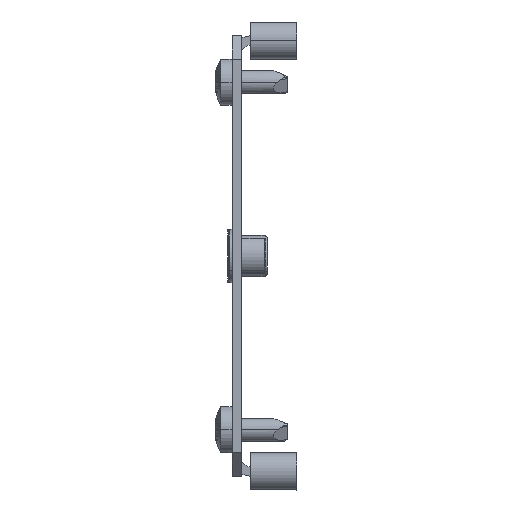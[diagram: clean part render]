
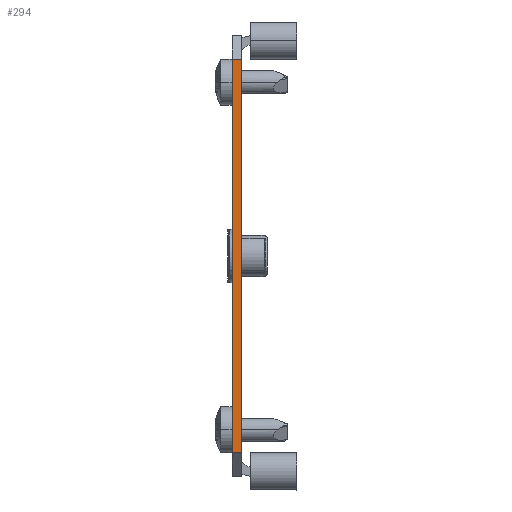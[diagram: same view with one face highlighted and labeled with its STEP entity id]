
A CAD part, left-side view. The second image highlights one B-rep face of the part: STEP entity #294.
In plain terms, the highlighted planar face has unit normal (-1, 0, 0).
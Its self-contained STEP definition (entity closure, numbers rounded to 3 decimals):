
#123 = CARTESIAN_POINT ( 'NONE',  ( -349., -2., 47.5 ) ) ;
#294 = ADVANCED_FACE ( 'NONE', ( #1602 ), #1308, .T. ) ;
#340 = ORIENTED_EDGE ( 'NONE', *, *, #2234, .T. ) ;
#502 = DIRECTION ( 'NONE',  ( 0., 0., 1. ) ) ;
#1263 = LINE ( 'NONE', #2812, #4411 ) ;
#1277 = DIRECTION ( 'NONE',  ( -1., 0., 0. ) ) ;
#1308 = PLANE ( 'NONE',  #1360 ) ;
#1360 = AXIS2_PLACEMENT_3D ( 'NONE', #123, #1277, #2508 ) ;
#1530 = DIRECTION ( 'NONE',  ( 0., 1., 0. ) ) ;
#1602 = FACE_OUTER_BOUND ( 'NONE', #2179, .T. ) ;
#1671 = ORIENTED_EDGE ( 'NONE', *, *, #2815, .T. ) ;
#1699 = CARTESIAN_POINT ( 'NONE',  ( -349., -2., -42.5 ) ) ;
#1860 = VERTEX_POINT ( 'NONE', #4817 ) ;
#2155 = VECTOR ( 'NONE', #3005, 1000. ) ;
#2179 = EDGE_LOOP ( 'NONE', ( #340, #1671, #3932, #2792 ) ) ;
#2234 = EDGE_CURVE ( 'NONE', #4249, #1860, #3250, .T. ) ;
#2322 = VECTOR ( 'NONE', #502, 1000. ) ;
#2508 = DIRECTION ( 'NONE',  ( 0., 0., 1. ) ) ;
#2792 = ORIENTED_EDGE ( 'NONE', *, *, #3860, .T. ) ;
#2812 = CARTESIAN_POINT ( 'NONE',  ( -349., -2., 42.5 ) ) ;
#2815 = EDGE_CURVE ( 'NONE', #1860, #3979, #1263, .T. ) ;
#2834 = CARTESIAN_POINT ( 'NONE',  ( -349., 0., -42.5 ) ) ;
#2932 = CARTESIAN_POINT ( 'NONE',  ( -349., -2., -42.5 ) ) ;
#3005 = DIRECTION ( 'NONE',  ( 0., 0., 1. ) ) ;
#3026 = CARTESIAN_POINT ( 'NONE',  ( -349., 0., 42.5 ) ) ;
#3250 = LINE ( 'NONE', #4222, #2155 ) ;
#3432 = LINE ( 'NONE', #4592, #2322 ) ;
#3836 = EDGE_CURVE ( 'NONE', #4970, #3979, #3432, .T. ) ;
#3860 = EDGE_CURVE ( 'NONE', #4970, #4249, #4337, .T. ) ;
#3932 = ORIENTED_EDGE ( 'NONE', *, *, #3836, .F. ) ;
#3979 = VERTEX_POINT ( 'NONE', #3026 ) ;
#4204 = DIRECTION ( 'NONE',  ( 0., -1., 0. ) ) ;
#4222 = CARTESIAN_POINT ( 'NONE',  ( -349., -2., 47.5 ) ) ;
#4249 = VERTEX_POINT ( 'NONE', #1699 ) ;
#4337 = LINE ( 'NONE', #2932, #4601 ) ;
#4411 = VECTOR ( 'NONE', #1530, 1000. ) ;
#4592 = CARTESIAN_POINT ( 'NONE',  ( -349., 0., 47.5 ) ) ;
#4601 = VECTOR ( 'NONE', #4204, 1000. ) ;
#4817 = CARTESIAN_POINT ( 'NONE',  ( -349., -2., 42.5 ) ) ;
#4970 = VERTEX_POINT ( 'NONE', #2834 ) ;
